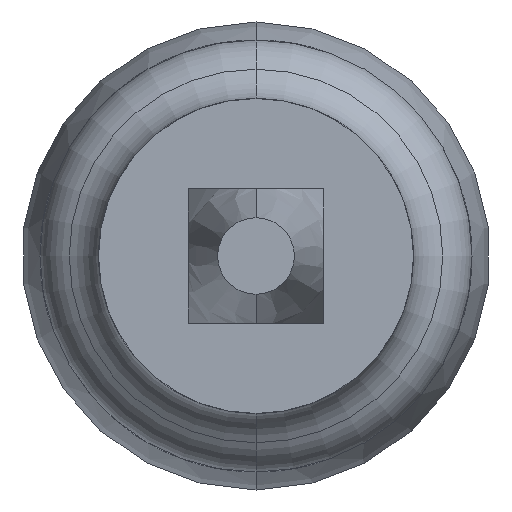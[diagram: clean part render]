
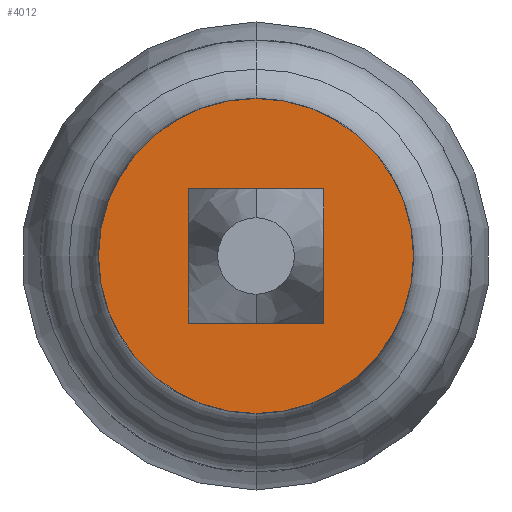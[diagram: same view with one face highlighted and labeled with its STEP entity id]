
A CAD part, front view. The second image highlights one B-rep face of the part: STEP entity #4012.
In plain terms, the highlighted planar face has unit normal (0, -1, 0).
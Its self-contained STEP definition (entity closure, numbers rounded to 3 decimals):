
#18 = EDGE_CURVE ( 'Defeature ausgef�hrt3_6+Defeature ausgef�hrt3_3+Defeature ausgef�hrt3_0+Defeature ausgef�hrt3_1', #1877, #3940, #945, .T. ) ;
#31 = CARTESIAN_POINT ( 'NONE',  ( -0.15, -31.6, 0.15 ) ) ;
#89 = LINE ( 'NONE', #4286, #1402 ) ;
#118 = FACE_BOUND ( 'NONE', #2421, .T. ) ;
#313 = VECTOR ( 'NONE', #2084, 1000. ) ;
#452 = EDGE_CURVE ( 'Defeature ausgef�hrt3_7+Defeature ausgef�hrt3_6+Defeature ausgef�hrt3_6+Defeature ausgef�hrt3_6', #577, #2746, #786, .T. ) ;
#530 = DIRECTION ( 'NONE',  ( 0., 1., 0. ) ) ;
#577 = VERTEX_POINT ( 'NONE', #1241 ) ;
#786 = CIRCLE ( 'NONE', #1822, 0.35 ) ;
#793 = FACE_OUTER_BOUND ( 'NONE', #3436, .T. ) ;
#809 = CARTESIAN_POINT ( 'NONE',  ( 0.215, -31.6, 0.15 ) ) ;
#862 = VERTEX_POINT ( 'NONE', #1808 ) ;
#945 = LINE ( 'NONE', #809, #4247 ) ;
#1141 = DIRECTION ( 'NONE',  ( 0., 1., 0. ) ) ;
#1241 = CARTESIAN_POINT ( 'NONE',  ( 0., -31.6, -0.35 ) ) ;
#1304 = LINE ( 'NONE', #3110, #313 ) ;
#1318 = CARTESIAN_POINT ( 'NONE',  ( 0., -31.6, 0.35 ) ) ;
#1352 = ORIENTED_EDGE ( 'NONE', *, *, #1971, .T. ) ;
#1402 = VECTOR ( 'NONE', #2857, 1000. ) ;
#1436 = PLANE ( 'NONE',  #1899 ) ;
#1500 = DIRECTION ( 'NONE',  ( 0., 1., 0. ) ) ;
#1591 = VERTEX_POINT ( 'NONE', #3244 ) ;
#1808 = CARTESIAN_POINT ( 'NONE',  ( 0.15, -31.6, -0.15 ) ) ;
#1822 = AXIS2_PLACEMENT_3D ( 'NONE', #2251, #1500, #2953 ) ;
#1877 = VERTEX_POINT ( 'NONE', #31 ) ;
#1899 = AXIS2_PLACEMENT_3D ( 'NONE', #3989, #1141, #3678 ) ;
#1943 = CIRCLE ( 'NONE', #3504, 0.35 ) ;
#1971 = EDGE_CURVE ( 'Defeature ausgef�hrt3_6+Defeature ausgef�hrt3_1+Defeature ausgef�hrt3_3+Defeature ausgef�hrt3_2', #3940, #862, #89, .T. ) ;
#2084 = DIRECTION ( 'NONE',  ( 0., 0., 1. ) ) ;
#2114 = ORIENTED_EDGE ( 'NONE', *, *, #18, .T. ) ;
#2251 = CARTESIAN_POINT ( 'NONE',  ( 0., -31.6, 0. ) ) ;
#2332 = LINE ( 'NONE', #2875, #3123 ) ;
#2421 = EDGE_LOOP ( 'NONE', ( #1352, #2529, #4586, #2114 ) ) ;
#2529 = ORIENTED_EDGE ( 'NONE', *, *, #3402, .T. ) ;
#2621 = DIRECTION ( 'NONE',  ( 1., 0., 0. ) ) ;
#2726 = CARTESIAN_POINT ( 'NONE',  ( 0., -31.6, 0. ) ) ;
#2746 = VERTEX_POINT ( 'NONE', #1318 ) ;
#2857 = DIRECTION ( 'NONE',  ( 0., 0., -1. ) ) ;
#2875 = CARTESIAN_POINT ( 'NONE',  ( -0.15, -31.6, -0.15 ) ) ;
#2953 = DIRECTION ( 'NONE',  ( 0., 0., 1. ) ) ;
#3093 = DIRECTION ( 'NONE',  ( 0., 0., 1. ) ) ;
#3110 = CARTESIAN_POINT ( 'NONE',  ( -0.15, -31.6, 0.215 ) ) ;
#3123 = VECTOR ( 'NONE', #3957, 1000. ) ;
#3244 = CARTESIAN_POINT ( 'NONE',  ( -0.15, -31.6, -0.15 ) ) ;
#3402 = EDGE_CURVE ( 'Defeature ausgef�hrt3_6+Defeature ausgef�hrt3_2+Defeature ausgef�hrt3_1+Defeature ausgef�hrt3_0', #862, #1591, #2332, .T. ) ;
#3436 = EDGE_LOOP ( 'NONE', ( #4615, #4604 ) ) ;
#3504 = AXIS2_PLACEMENT_3D ( 'NONE', #2726, #530, #3093 ) ;
#3579 = CARTESIAN_POINT ( 'NONE',  ( 0.15, -31.6, 0.15 ) ) ;
#3678 = DIRECTION ( 'NONE',  ( 0., 0., 1. ) ) ;
#3940 = VERTEX_POINT ( 'NONE', #3579 ) ;
#3957 = DIRECTION ( 'NONE',  ( -1., 0., 0. ) ) ;
#3989 = CARTESIAN_POINT ( 'NONE',  ( 0., -31.6, 0. ) ) ;
#4012 = ADVANCED_FACE ( 'Defeature ausgef�hrt3_6', ( #793, #118 ), #1436, .F. ) ;
#4214 = EDGE_CURVE ( 'Defeature ausgef�hrt3_7+Defeature ausgef�hrt3_6+Defeature ausgef�hrt3_6+Defeature ausgef�hrt3_6', #2746, #577, #1943, .T. ) ;
#4247 = VECTOR ( 'NONE', #2621, 1000. ) ;
#4286 = CARTESIAN_POINT ( 'NONE',  ( 0.15, -31.6, -0.215 ) ) ;
#4333 = EDGE_CURVE ( 'Defeature ausgef�hrt3_6+Defeature ausgef�hrt3_0+Defeature ausgef�hrt3_2+Defeature ausgef�hrt3_3', #1591, #1877, #1304, .T. ) ;
#4586 = ORIENTED_EDGE ( 'NONE', *, *, #4333, .T. ) ;
#4604 = ORIENTED_EDGE ( 'NONE', *, *, #452, .F. ) ;
#4615 = ORIENTED_EDGE ( 'NONE', *, *, #4214, .F. ) ;
